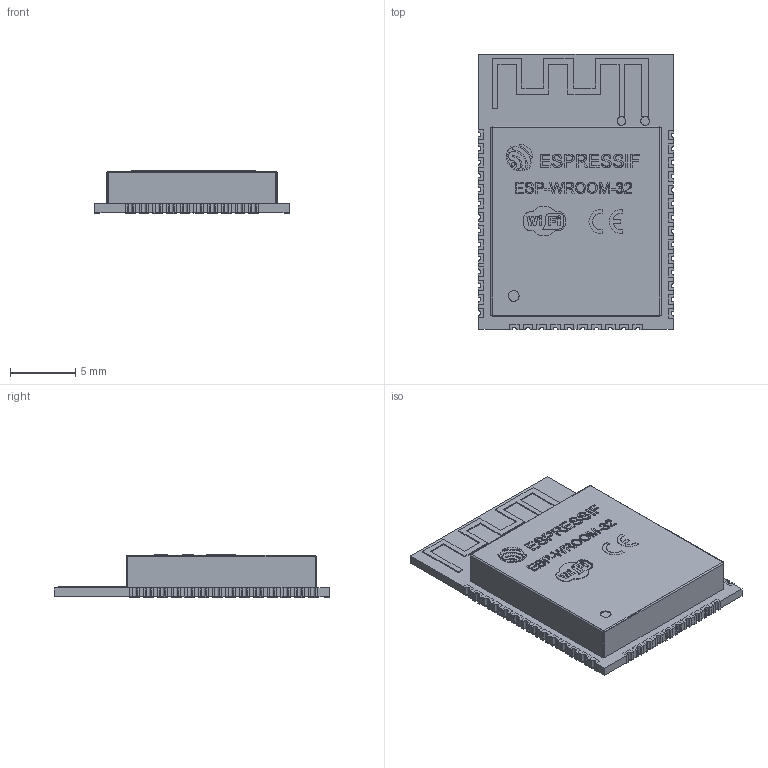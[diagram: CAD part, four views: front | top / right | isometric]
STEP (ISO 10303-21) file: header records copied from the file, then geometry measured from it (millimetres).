
FILE_DESCRIPTION(('FreeCAD Model'),'2;1');
FILE_NAME('Open CASCADE Shape Model','2025-05-02T12:00:19',('FreeCAD'),( 'FreeCAD'),'Open CASCADE STEP processor 7.6','FreeCAD','Unknown');
FILE_SCHEMA(('AUTOMOTIVE_DESIGN { 1 0 10303 214 1 1 1 1 }'));
Length unit declared in the file: millimetre
Products named in the file (1): Open CASCADE STEP translator 7.6 1
Bounding box: 14.94 x 21.08 x 3.22 mm (x, y, z)
Volume: 239.9 mm3; surface area: 1444.3 mm2
Topology: 74 solids, 74 shells, 1138 faces, 2999 edges, 1990 vertices
Faces by surface type: bspline 1138
Entity records: 33286 total; most frequent: CARTESIAN_POINT 15037, ORIENTED_EDGE 5958, EDGE_CURVE 2979, B_SPLINE_CURVE_WITH_KNOTS 2691, VERTEX_POINT 1990, FACE_BOUND 1161, EDGE_LOOP 1161, ADVANCED_FACE 1138
